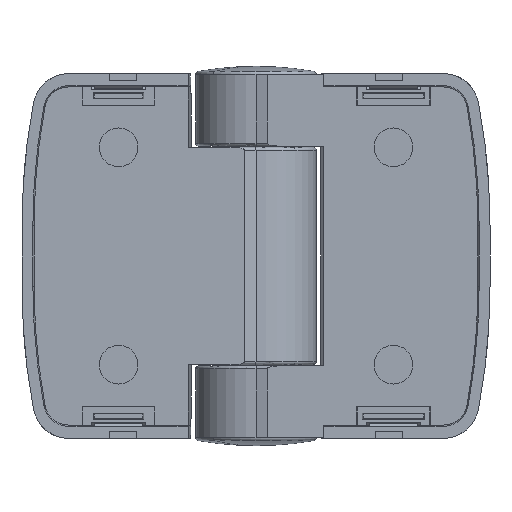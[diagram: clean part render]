
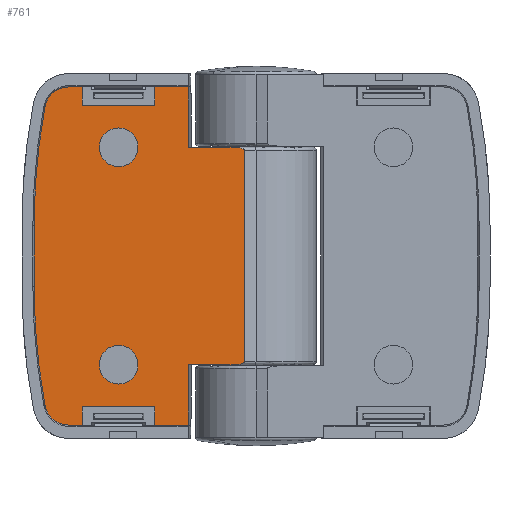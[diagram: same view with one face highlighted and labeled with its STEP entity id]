
A CAD part, front view. The second image highlights one B-rep face of the part: STEP entity #761.
In plain terms, the highlighted planar face has unit normal (0, -1, 0).
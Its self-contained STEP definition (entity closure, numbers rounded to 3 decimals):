
#761=ADVANCED_FACE('NONE',(#1884,#1885,#1886),#1887,.T.);
#1884=FACE_OUTER_BOUND('',#4221,.T.);
#1885=FACE_BOUND('',#4222,.T.);
#1886=FACE_BOUND('',#4223,.T.);
#1887=PLANE('',#4224);
#4221=EDGE_LOOP('',(#7879,#7880,#7881,#7882,#7883,#7884,#7885,#7886,#7887,#7888,#7889,#7890,#7891,#7892,#7893,#7894,#7895,#7896,#7897,#7898,#7899,#7900));
#4222=EDGE_LOOP('',(#7901,#7902));
#4223=EDGE_LOOP('',(#7903,#7904));
#4224=AXIS2_PLACEMENT_3D('',#7905,#7906,#7907);
#7879=ORIENTED_EDGE('',*,*,#11651,.F.);
#7880=ORIENTED_EDGE('',*,*,#11652,.F.);
#7881=ORIENTED_EDGE('',*,*,#11653,.F.);
#7882=ORIENTED_EDGE('',*,*,#11619,.F.);
#7883=ORIENTED_EDGE('',*,*,#11654,.F.);
#7884=ORIENTED_EDGE('',*,*,#11655,.F.);
#7885=ORIENTED_EDGE('',*,*,#11656,.F.);
#7886=ORIENTED_EDGE('',*,*,#11657,.F.);
#7887=ORIENTED_EDGE('',*,*,#11658,.F.);
#7888=ORIENTED_EDGE('',*,*,#11659,.F.);
#7889=ORIENTED_EDGE('',*,*,#11660,.F.);
#7890=ORIENTED_EDGE('',*,*,#11661,.F.);
#7891=ORIENTED_EDGE('',*,*,#11662,.F.);
#7892=ORIENTED_EDGE('',*,*,#11663,.F.);
#7893=ORIENTED_EDGE('',*,*,#11645,.T.);
#7894=ORIENTED_EDGE('',*,*,#11664,.T.);
#7895=ORIENTED_EDGE('',*,*,#11665,.T.);
#7896=ORIENTED_EDGE('',*,*,#11666,.T.);
#7897=ORIENTED_EDGE('',*,*,#11667,.T.);
#7898=ORIENTED_EDGE('',*,*,#11668,.T.);
#7899=ORIENTED_EDGE('',*,*,#11648,.F.);
#7900=ORIENTED_EDGE('',*,*,#11615,.F.);
#7901=ORIENTED_EDGE('',*,*,#11669,.T.);
#7902=ORIENTED_EDGE('',*,*,#11519,.T.);
#7903=ORIENTED_EDGE('',*,*,#11670,.T.);
#7904=ORIENTED_EDGE('',*,*,#11524,.T.);
#7905=CARTESIAN_POINT('',(-31.,-10.5,24.0));
#7906=DIRECTION('',(0.,-1.0,0.));
#7907=DIRECTION('',(0.,0.,1.0));
#11519=EDGE_CURVE('NONE',#13325,#13326,#13327,.T.);
#11524=EDGE_CURVE('NONE',#13334,#13335,#13336,.T.);
#11615=EDGE_CURVE('NONE',#13496,#13498,#13499,.T.);
#11619=EDGE_CURVE('NONE',#13504,#13506,#13507,.T.);
#11645=EDGE_CURVE('NONE',#13547,#13550,#13552,.T.);
#11648=EDGE_CURVE('NONE',#13498,#13555,#13556,.T.);
#11651=EDGE_CURVE('NONE',#13559,#13496,#13560,.T.);
#11652=EDGE_CURVE('NONE',#13561,#13559,#13562,.T.);
#11653=EDGE_CURVE('NONE',#13506,#13561,#13563,.T.);
#11654=EDGE_CURVE('NONE',#13564,#13504,#13565,.T.);
#11655=EDGE_CURVE('NONE',#13566,#13564,#13567,.T.);
#11656=EDGE_CURVE('NONE',#13568,#13566,#13569,.T.);
#11657=EDGE_CURVE('NONE',#13570,#13568,#13571,.T.);
#11658=EDGE_CURVE('NONE',#13572,#13570,#13573,.T.);
#11659=EDGE_CURVE('NONE',#13574,#13572,#13575,.T.);
#11660=EDGE_CURVE('NONE',#13576,#13574,#13577,.T.);
#11661=EDGE_CURVE('NONE',#13578,#13576,#13579,.T.);
#11662=EDGE_CURVE('NONE',#13580,#13578,#13581,.T.);
#11663=EDGE_CURVE('NONE',#13547,#13580,#13582,.T.);
#11664=EDGE_CURVE('NONE',#13550,#13583,#13584,.T.);
#11665=EDGE_CURVE('NONE',#13583,#13585,#13586,.T.);
#11666=EDGE_CURVE('NONE',#13585,#13587,#13588,.T.);
#11667=EDGE_CURVE('NONE',#13587,#13589,#13590,.T.);
#11668=EDGE_CURVE('NONE',#13589,#13555,#13591,.T.);
#11669=EDGE_CURVE('NONE',#13326,#13325,#13592,.T.);
#11670=EDGE_CURVE('NONE',#13335,#13334,#13593,.T.);
#13325=VERTEX_POINT('NONE',#16099);
#13326=VERTEX_POINT('NONE',#16100);
#13327=CIRCLE('',#16101,3.2);
#13334=VERTEX_POINT('NONE',#16110);
#13335=VERTEX_POINT('NONE',#16111);
#13336=CIRCLE('',#16112,3.2);
#13496=VERTEX_POINT('NONE',#16351);
#13498=VERTEX_POINT('NONE',#16354);
#13499=LINE('',#16355,#16356);
#13504=VERTEX_POINT('NONE',#16363);
#13506=VERTEX_POINT('NONE',#16366);
#13507=LINE('',#16367,#16368);
#13547=VERTEX_POINT('NONE',#16442);
#13550=VERTEX_POINT('NONE',#16456);
#13552=LINE('',#16459,#16460);
#13555=VERTEX_POINT('NONE',#16473);
#13556=LINE('',#16474,#16475);
#13559=VERTEX_POINT('NONE',#16479);
#13560=LINE('',#16480,#16481);
#13561=VERTEX_POINT('NONE',#16482);
#13562=LINE('',#16483,#16484);
#13563=LINE('',#16485,#16486);
#13564=VERTEX_POINT('NONE',#16487);
#13565=CIRCLE('',#16488,4.0);
#13566=VERTEX_POINT('NONE',#16489);
#13567=CIRCLE('',#16490,108.0);
#13568=VERTEX_POINT('NONE',#16491);
#13569=LINE('',#16492,#16493);
#13570=VERTEX_POINT('NONE',#16494);
#13571=CIRCLE('',#16495,108.0);
#13572=VERTEX_POINT('NONE',#16496);
#13573=CIRCLE('',#16497,4.);
#13574=VERTEX_POINT('NONE',#16498);
#13575=LINE('',#16499,#16500);
#13576=VERTEX_POINT('NONE',#16501);
#13577=LINE('',#16502,#16503);
#13578=VERTEX_POINT('NONE',#16504);
#13579=LINE('',#16505,#16506);
#13580=VERTEX_POINT('NONE',#16507);
#13581=LINE('',#16508,#16509);
#13582=LINE('',#16510,#16511);
#13583=VERTEX_POINT('NONE',#16512);
#13584=LINE('',#16513,#16514);
#13585=VERTEX_POINT('NONE',#16515);
#13586=(B_SPLINE_CURVE(3,(#16517,#16518,#16519,#16520),.UNSPECIFIED.,.F.,.F.)B_SPLINE_CURVE_WITH_KNOTS((4,4),(1.571,3.142),.UNSPECIFIED.)RATIONAL_B_SPLINE_CURVE((1.0,0.805,0.805,1.0))BOUNDED_CURVE()REPRESENTATION_ITEM('')GEOMETRIC_REPRESENTATION_ITEM()CURVE());
#13587=VERTEX_POINT('NONE',#16527);
#13588=LINE('',#16528,#16529);
#13589=VERTEX_POINT('NONE',#16530);
#13590=(B_SPLINE_CURVE(3,(#16532,#16533,#16534,#16535),.UNSPECIFIED.,.F.,.F.)B_SPLINE_CURVE_WITH_KNOTS((4,4),(0.0,1.571),.UNSPECIFIED.)RATIONAL_B_SPLINE_CURVE((1.0,0.805,0.805,1.0))BOUNDED_CURVE()REPRESENTATION_ITEM('')GEOMETRIC_REPRESENTATION_ITEM()CURVE());
#13591=LINE('',#16542,#16543);
#13592=CIRCLE('',#16544,3.2);
#13593=CIRCLE('',#16545,3.2);
#16099=CARTESIAN_POINT('',(-22.75,-10.5,21.2));
#16100=CARTESIAN_POINT('',(-22.75,-10.5,14.8));
#16101=AXIS2_PLACEMENT_3D('',#19532,#19533,#19534);
#16110=CARTESIAN_POINT('',(-22.75,-10.5,-14.8));
#16111=CARTESIAN_POINT('',(-22.75,-10.5,-21.2));
#16112=AXIS2_PLACEMENT_3D('',#19540,#19541,#19542);
#16351=CARTESIAN_POINT('',(-16.75,-10.5,28.0));
#16354=CARTESIAN_POINT('',(-11.249,-10.5,28.0));
#16355=CARTESIAN_POINT('',(-31.,-10.5,28.0));
#16356=VECTOR('',#19664,1000.0);
#16363=CARTESIAN_POINT('',(-31.,-10.5,28.0));
#16366=CARTESIAN_POINT('',(-28.75,-10.5,28.0));
#16367=CARTESIAN_POINT('',(-31.,-10.5,28.0));
#16368=VECTOR('',#19668,1000.0);
#16442=CARTESIAN_POINT('',(-11.249,-10.5,-28.0));
#16456=CARTESIAN_POINT('',(-11.249,-10.5,-18.0));
#16459=CARTESIAN_POINT('',(-11.249,-10.5,-31.0));
#16460=VECTOR('',#19687,1000.0);
#16473=CARTESIAN_POINT('',(-11.249,-10.5,18.0));
#16474=CARTESIAN_POINT('',(-11.249,-10.5,31.0));
#16475=VECTOR('',#19688,1000.0);
#16479=CARTESIAN_POINT('',(-16.75,-10.5,25.0));
#16480=CARTESIAN_POINT('',(-16.75,-10.5,28.0));
#16481=VECTOR('',#19690,1000.0);
#16482=CARTESIAN_POINT('',(-28.75,-10.5,25.0));
#16483=CARTESIAN_POINT('',(-28.75,-10.5,25.0));
#16484=VECTOR('',#19691,1000.0);
#16485=CARTESIAN_POINT('',(-28.75,-10.5,28.0));
#16486=VECTOR('',#19692,1000.0);
#16487=CARTESIAN_POINT('',(-34.932,-10.5,24.731));
#16488=AXIS2_PLACEMENT_3D('',#19693,#19694,#19695);
#16489=CARTESIAN_POINT('',(-36.75,-10.5,5.));
#16490=AXIS2_PLACEMENT_3D('',#19696,#19697,#19698);
#16491=CARTESIAN_POINT('',(-36.75,-10.5,-5.0));
#16492=CARTESIAN_POINT('',(-36.75,-10.5,-5.));
#16493=VECTOR('',#19699,1000.0);
#16494=CARTESIAN_POINT('',(-34.932,-10.5,-24.731));
#16495=AXIS2_PLACEMENT_3D('',#19700,#19701,#19702);
#16496=CARTESIAN_POINT('',(-31.,-10.5,-28.0));
#16497=AXIS2_PLACEMENT_3D('',#19703,#19704,#19705);
#16498=CARTESIAN_POINT('',(-28.75,-10.5,-28.0));
#16499=CARTESIAN_POINT('',(-31.,-10.5,-28.0));
#16500=VECTOR('',#19706,1000.0);
#16501=CARTESIAN_POINT('',(-28.75,-10.5,-25.0));
#16502=CARTESIAN_POINT('',(-28.75,-10.5,-28.0));
#16503=VECTOR('',#19707,1000.0);
#16504=CARTESIAN_POINT('',(-16.75,-10.5,-25.0));
#16505=CARTESIAN_POINT('',(-28.75,-10.5,-25.0));
#16506=VECTOR('',#19708,1000.0);
#16507=CARTESIAN_POINT('',(-16.75,-10.5,-28.0));
#16508=CARTESIAN_POINT('',(-16.75,-10.5,-28.0));
#16509=VECTOR('',#19709,1000.0);
#16510=CARTESIAN_POINT('',(-31.,-10.5,-28.0));
#16511=VECTOR('',#19710,1000.0);
#16512=CARTESIAN_POINT('',(-3.798,-10.5,-18.0));
#16513=CARTESIAN_POINT('',(-10.7,-10.5,-18.0));
#16514=VECTOR('',#19711,1000.0);
#16515=CARTESIAN_POINT('',(-1.866,-10.5,-17.5));
#16517=CARTESIAN_POINT('',(-3.798,-10.5,-18.0));
#16518=CARTESIAN_POINT('',(-2.666,-10.5,-18.0));
#16519=CARTESIAN_POINT('',(-1.866,-10.5,-17.793));
#16520=CARTESIAN_POINT('',(-1.866,-10.5,-17.5));
#16527=CARTESIAN_POINT('',(-1.866,-10.5,17.5));
#16528=CARTESIAN_POINT('',(-1.866,-10.5,24.0));
#16529=VECTOR('',#19712,1000.0);
#16530=CARTESIAN_POINT('',(-3.798,-10.5,18.0));
#16532=CARTESIAN_POINT('',(-1.866,-10.5,17.5));
#16533=CARTESIAN_POINT('',(-1.866,-10.5,17.793));
#16534=CARTESIAN_POINT('',(-2.666,-10.5,18.0));
#16535=CARTESIAN_POINT('',(-3.798,-10.5,18.0));
#16542=CARTESIAN_POINT('',(0.,-10.5,18.0));
#16543=VECTOR('',#19713,1000.0);
#16544=AXIS2_PLACEMENT_3D('',#19714,#19715,#19716);
#16545=AXIS2_PLACEMENT_3D('',#19717,#19718,#19719);
#19532=CARTESIAN_POINT('',(-22.75,-10.5,18.0));
#19533=DIRECTION('',(0.,1.0,0.));
#19534=DIRECTION('',(0.,0.,1.0));
#19540=CARTESIAN_POINT('',(-22.75,-10.5,-18.0));
#19541=DIRECTION('',(0.,1.0,0.));
#19542=DIRECTION('',(0.,0.,-1.0));
#19664=DIRECTION('',(1.0,0.0,0.));
#19668=DIRECTION('',(1.0,0.0,0.));
#19687=DIRECTION('',(0.,0.,1.0));
#19688=DIRECTION('',(0.,0.,-1.0));
#19690=DIRECTION('',(0.,0.,1.0));
#19691=DIRECTION('',(1.0,0.,0.));
#19692=DIRECTION('',(0.,0.,-1.0));
#19693=CARTESIAN_POINT('',(-31.,-10.5,24.0));
#19694=DIRECTION('',(0.,1.0,0.));
#19695=DIRECTION('',(0.,0.,1.0));
#19696=CARTESIAN_POINT('',(71.25,-10.5,5.));
#19697=DIRECTION('',(0.,1.0,0.));
#19698=DIRECTION('',(0.,0.,1.0));
#19699=DIRECTION('',(0.,0.,1.0));
#19700=CARTESIAN_POINT('',(71.25,-10.5,-5.));
#19701=DIRECTION('',(0.,1.0,0.));
#19702=DIRECTION('',(0.,0.,-1.0));
#19703=CARTESIAN_POINT('',(-31.,-10.5,-24.0));
#19704=DIRECTION('',(0.,1.0,0.));
#19705=DIRECTION('',(0.,0.,-1.0));
#19706=DIRECTION('',(-1.0,0.0,0.));
#19707=DIRECTION('',(0.,0.,-1.0));
#19708=DIRECTION('',(-1.0,0.,0.));
#19709=DIRECTION('',(0.,0.,1.0));
#19710=DIRECTION('',(-1.0,0.0,0.));
#19711=DIRECTION('',(1.0,0.0,0.));
#19712=DIRECTION('',(0.,0.,1.0));
#19713=DIRECTION('',(-1.0,0.0,0.));
#19714=CARTESIAN_POINT('',(-22.75,-10.5,18.0));
#19715=DIRECTION('',(0.,1.0,0.));
#19716=DIRECTION('',(0.,0.,1.0));
#19717=CARTESIAN_POINT('',(-22.75,-10.5,-18.0));
#19718=DIRECTION('',(0.,1.0,0.));
#19719=DIRECTION('',(0.,0.,-1.0));
